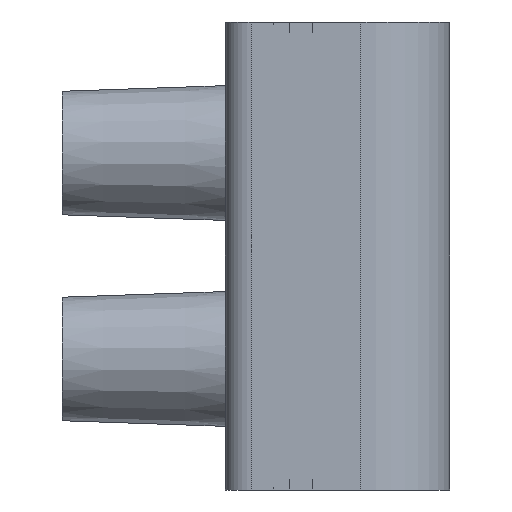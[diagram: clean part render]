
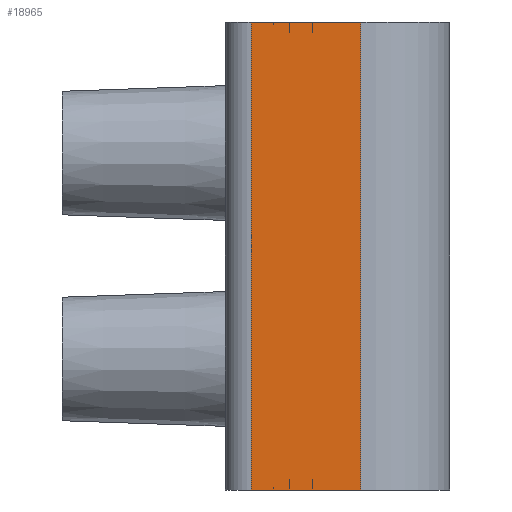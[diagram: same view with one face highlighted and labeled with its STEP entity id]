
A CAD part, left-side view. The second image highlights one B-rep face of the part: STEP entity #18965.
In plain terms, the highlighted planar face has unit normal (-1, 0, 0).
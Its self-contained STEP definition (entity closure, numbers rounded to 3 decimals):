
#1348 = DIRECTION ( 'NONE',  ( 0., -1., 0. ) ) ;
#1795 = CARTESIAN_POINT ( 'NONE',  ( -169.75, -1.4, 12.5 ) ) ;
#2228 = CARTESIAN_POINT ( 'NONE',  ( -169.75, -7.25, 12.5 ) ) ;
#3022 = VERTEX_POINT ( 'NONE', #21548 ) ;
#3204 = ORIENTED_EDGE ( 'NONE', *, *, #19941, .F. ) ;
#4912 = AXIS2_PLACEMENT_3D ( 'NONE', #1795, #22706, #4928 ) ;
#4928 = DIRECTION ( 'NONE',  ( 0., 1., 0. ) ) ;
#7197 = CARTESIAN_POINT ( 'NONE',  ( -169.75, -1.4, 12.5 ) ) ;
#7668 = ORIENTED_EDGE ( 'NONE', *, *, #32085, .F. ) ;
#8102 = EDGE_CURVE ( 'NONE', #20226, #35430, #30618, .T. ) ;
#8594 = CARTESIAN_POINT ( 'NONE',  ( -169.75, -1.4, -12.5 ) ) ;
#11052 = LINE ( 'NONE', #7197, #24061 ) ;
#12478 = DIRECTION ( 'NONE',  ( 0., -1., 0. ) ) ;
#12631 = CARTESIAN_POINT ( 'NONE',  ( -169.75, -7.25, -12.5 ) ) ;
#12753 = EDGE_LOOP ( 'NONE', ( #33237, #26991, #7668, #3204 ) ) ;
#13840 = VECTOR ( 'NONE', #12478, 1000. ) ;
#16715 = PLANE ( 'NONE',  #4912 ) ;
#17320 = LINE ( 'NONE', #2228, #25228 ) ;
#18965 = ADVANCED_FACE ( 'NONE', ( #30145 ), #16715, .F. ) ;
#19898 = VERTEX_POINT ( 'NONE', #21847 ) ;
#19941 = EDGE_CURVE ( 'NONE', #19898, #3022, #11052, .T. ) ;
#20010 = DIRECTION ( 'NONE',  ( 0., 0., -1. ) ) ;
#20226 = VERTEX_POINT ( 'NONE', #8594 ) ;
#20418 = CARTESIAN_POINT ( 'NONE',  ( -169.75, -1.4, 12.5 ) ) ;
#21548 = CARTESIAN_POINT ( 'NONE',  ( -169.75, -7.25, 12.5 ) ) ;
#21847 = CARTESIAN_POINT ( 'NONE',  ( -169.75, -1.4, 12.5 ) ) ;
#22173 = LINE ( 'NONE', #20418, #29213 ) ;
#22706 = DIRECTION ( 'NONE',  ( 1., 0., 0. ) ) ;
#24061 = VECTOR ( 'NONE', #1348, 1000. ) ;
#24449 = CARTESIAN_POINT ( 'NONE',  ( -169.75, -1.4, -12.5 ) ) ;
#25228 = VECTOR ( 'NONE', #20010, 1000. ) ;
#26991 = ORIENTED_EDGE ( 'NONE', *, *, #8102, .T. ) ;
#28685 = EDGE_CURVE ( 'NONE', #19898, #20226, #22173, .T. ) ;
#29213 = VECTOR ( 'NONE', #38282, 1000. ) ;
#30145 = FACE_OUTER_BOUND ( 'NONE', #12753, .T. ) ;
#30618 = LINE ( 'NONE', #24449, #13840 ) ;
#32085 = EDGE_CURVE ( 'NONE', #3022, #35430, #17320, .T. ) ;
#33237 = ORIENTED_EDGE ( 'NONE', *, *, #28685, .T. ) ;
#35430 = VERTEX_POINT ( 'NONE', #12631 ) ;
#38282 = DIRECTION ( 'NONE',  ( 0., 0., -1. ) ) ;
